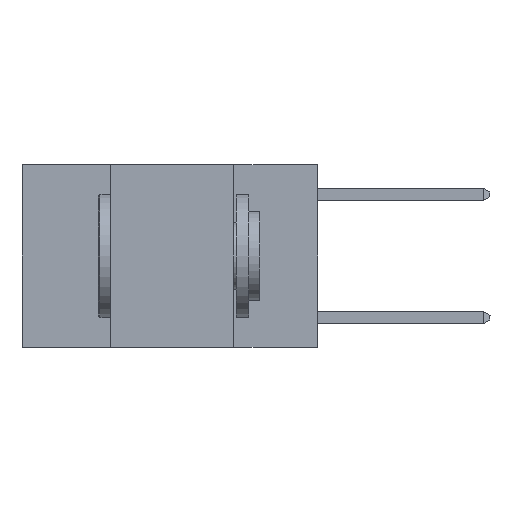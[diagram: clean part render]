
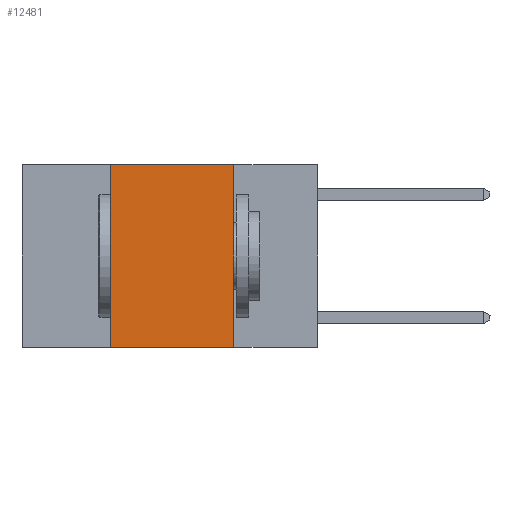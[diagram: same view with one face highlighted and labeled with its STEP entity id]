
A CAD part, left-side view. The second image highlights one B-rep face of the part: STEP entity #12481.
In plain terms, the highlighted planar face has unit normal (-1, 0, 0).
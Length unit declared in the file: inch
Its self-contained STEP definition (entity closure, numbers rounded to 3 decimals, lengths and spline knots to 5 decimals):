
#815 = VECTOR ( 'NONE', #13590, 39.37008 ) ;
#2518 = DIRECTION ( 'NONE',  ( 0., -1., 0. ) ) ;
#3350 = VECTOR ( 'NONE', #25596, 39.37008 ) ;
#4606 = LINE ( 'NONE', #13135, #23110 ) ;
#5308 = FACE_OUTER_BOUND ( 'NONE', #17167, .T. ) ;
#5555 = DIRECTION ( 'NONE',  ( 1., 0., 0. ) ) ;
#5954 = VECTOR ( 'NONE', #22879, 39.37008 ) ;
#6414 = CARTESIAN_POINT ( 'NONE',  ( 0., 0.42, -0.37 ) ) ;
#6698 = ORIENTED_EDGE ( 'NONE', *, *, #18680, .F. ) ;
#6731 = CARTESIAN_POINT ( 'NONE',  ( 0., 0.17, 0. ) ) ;
#6993 = AXIS2_PLACEMENT_3D ( 'NONE', #20390, #5555, #24705 ) ;
#7222 = EDGE_CURVE ( 'NONE', #8839, #13570, #8055, .T. ) ;
#7276 = LINE ( 'NONE', #17804, #815 ) ;
#7351 = ORIENTED_EDGE ( 'NONE', *, *, #15324, .F. ) ;
#8055 = LINE ( 'NONE', #25541, #5954 ) ;
#8839 = VERTEX_POINT ( 'NONE', #6414 ) ;
#10046 = CARTESIAN_POINT ( 'NONE',  ( 0., 0.17, 0. ) ) ;
#12481 = ADVANCED_FACE ( 'NONE', ( #5308 ), #24582, .F. ) ;
#13135 = CARTESIAN_POINT ( 'NONE',  ( 0., 0.6, 0. ) ) ;
#13570 = VERTEX_POINT ( 'NONE', #23484 ) ;
#13590 = DIRECTION ( 'NONE',  ( 0., 0., 1. ) ) ;
#15324 = EDGE_CURVE ( 'NONE', #17070, #13570, #17374, .T. ) ;
#15919 = ORIENTED_EDGE ( 'NONE', *, *, #7222, .T. ) ;
#17070 = VERTEX_POINT ( 'NONE', #10046 ) ;
#17167 = EDGE_LOOP ( 'NONE', ( #7351, #6698, #24012, #15919 ) ) ;
#17374 = LINE ( 'NONE', #6731, #3350 ) ;
#17804 = CARTESIAN_POINT ( 'NONE',  ( 0., 0.42, 0. ) ) ;
#18680 = EDGE_CURVE ( 'NONE', #25443, #17070, #4606, .T. ) ;
#20390 = CARTESIAN_POINT ( 'NONE',  ( 0., 0.6, 0. ) ) ;
#22879 = DIRECTION ( 'NONE',  ( 0., -1., 0. ) ) ;
#23110 = VECTOR ( 'NONE', #2518, 39.37008 ) ;
#23242 = CARTESIAN_POINT ( 'NONE',  ( 0., 0.42, 0. ) ) ;
#23484 = CARTESIAN_POINT ( 'NONE',  ( 0., 0.17, -0.37 ) ) ;
#24012 = ORIENTED_EDGE ( 'NONE', *, *, #26986, .F. ) ;
#24582 = PLANE ( 'NONE',  #6993 ) ;
#24705 = DIRECTION ( 'NONE',  ( 0., 0., -1. ) ) ;
#25443 = VERTEX_POINT ( 'NONE', #23242 ) ;
#25541 = CARTESIAN_POINT ( 'NONE',  ( 0., 0.6, -0.37 ) ) ;
#25596 = DIRECTION ( 'NONE',  ( 0., 0., -1. ) ) ;
#26986 = EDGE_CURVE ( 'NONE', #8839, #25443, #7276, .T. ) ;
